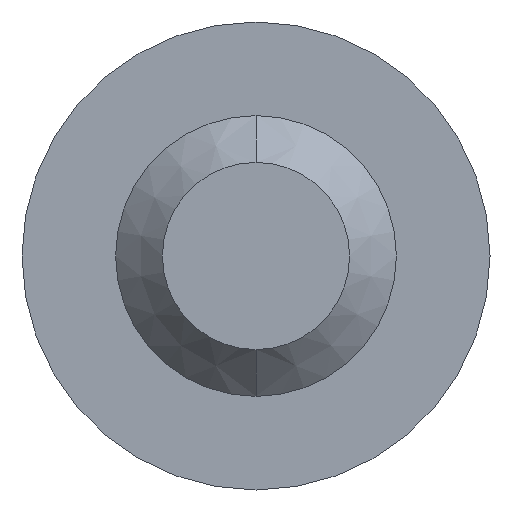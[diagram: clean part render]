
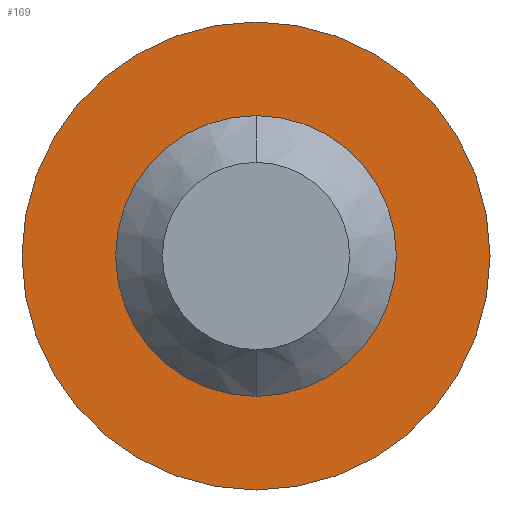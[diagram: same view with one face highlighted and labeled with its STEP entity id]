
A CAD part, front view. The second image highlights one B-rep face of the part: STEP entity #169.
In plain terms, the highlighted planar face has unit normal (0, -1, 0).
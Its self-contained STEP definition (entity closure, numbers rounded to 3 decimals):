
#1 = CIRCLE ( 'NONE', #301, 2.5 ) ;
#10 = EDGE_CURVE ( 'NONE', #292, #159, #1, .T. ) ;
#16 = AXIS2_PLACEMENT_3D ( 'NONE', #258, #210, #62 ) ;
#29 = AXIS2_PLACEMENT_3D ( 'NONE', #195, #113, #308 ) ;
#39 = DIRECTION ( 'NONE',  ( 0., 0., 1. ) ) ;
#44 = EDGE_CURVE ( 'NONE', #159, #292, #188, .T. ) ;
#52 = VERTEX_POINT ( 'NONE', #110 ) ;
#54 = ORIENTED_EDGE ( 'NONE', *, *, #124, .T. ) ;
#58 = DIRECTION ( 'NONE',  ( 0., 0., 1. ) ) ;
#60 = EDGE_CURVE ( 'NONE', #123, #52, #246, .T. ) ;
#62 = DIRECTION ( 'NONE',  ( 0., 0., 1. ) ) ;
#63 = PLANE ( 'NONE',  #131 ) ;
#64 = CARTESIAN_POINT ( 'NONE',  ( 0., 4., 1.5 ) ) ;
#67 = ORIENTED_EDGE ( 'NONE', *, *, #44, .F. ) ;
#100 = ORIENTED_EDGE ( 'NONE', *, *, #60, .T. ) ;
#110 = CARTESIAN_POINT ( 'NONE',  ( 0., 4., -1.5 ) ) ;
#113 = DIRECTION ( 'NONE',  ( 0., 1., 0. ) ) ;
#123 = VERTEX_POINT ( 'NONE', #64 ) ;
#124 = EDGE_CURVE ( 'NONE', #52, #123, #260, .T. ) ;
#131 = AXIS2_PLACEMENT_3D ( 'NONE', #146, #281, #314 ) ;
#146 = CARTESIAN_POINT ( 'NONE',  ( 0., 4., 0. ) ) ;
#147 = DIRECTION ( 'NONE',  ( 0., 1., 0. ) ) ;
#148 = FACE_BOUND ( 'NONE', #311, .T. ) ;
#159 = VERTEX_POINT ( 'NONE', #218 ) ;
#169 = ADVANCED_FACE ( 'NONE', ( #148, #201 ), #63, .F. ) ;
#173 = ORIENTED_EDGE ( 'NONE', *, *, #10, .F. ) ;
#188 = CIRCLE ( 'NONE', #16, 2.5 ) ;
#194 = CARTESIAN_POINT ( 'NONE',  ( 0., 4., 0. ) ) ;
#195 = CARTESIAN_POINT ( 'NONE',  ( 0., 4., 0. ) ) ;
#201 = FACE_OUTER_BOUND ( 'NONE', #222, .T. ) ;
#207 = AXIS2_PLACEMENT_3D ( 'NONE', #243, #147, #39 ) ;
#210 = DIRECTION ( 'NONE',  ( 0., 1., 0. ) ) ;
#218 = CARTESIAN_POINT ( 'NONE',  ( 0., 4., -2.5 ) ) ;
#222 = EDGE_LOOP ( 'NONE', ( #67, #173 ) ) ;
#235 = DIRECTION ( 'NONE',  ( 0., 1., 0. ) ) ;
#243 = CARTESIAN_POINT ( 'NONE',  ( 0., 4., 0. ) ) ;
#246 = CIRCLE ( 'NONE', #29, 1.5 ) ;
#258 = CARTESIAN_POINT ( 'NONE',  ( 0., 4., 0. ) ) ;
#260 = CIRCLE ( 'NONE', #207, 1.5 ) ;
#272 = CARTESIAN_POINT ( 'NONE',  ( 0., 4., 2.5 ) ) ;
#281 = DIRECTION ( 'NONE',  ( 0., 1., 0. ) ) ;
#292 = VERTEX_POINT ( 'NONE', #272 ) ;
#301 = AXIS2_PLACEMENT_3D ( 'NONE', #194, #235, #58 ) ;
#308 = DIRECTION ( 'NONE',  ( 0., 0., 1. ) ) ;
#311 = EDGE_LOOP ( 'NONE', ( #54, #100 ) ) ;
#314 = DIRECTION ( 'NONE',  ( 0., 0., 1. ) ) ;
